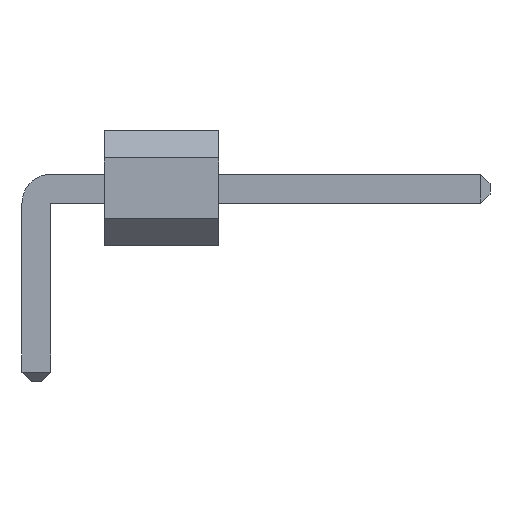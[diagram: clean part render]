
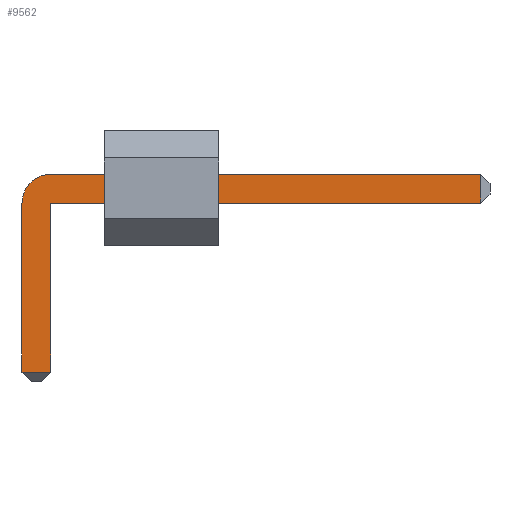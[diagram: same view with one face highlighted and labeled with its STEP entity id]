
A CAD part, front view. The second image highlights one B-rep face of the part: STEP entity #9562.
In plain terms, the highlighted planar face has unit normal (0, -1, 0).
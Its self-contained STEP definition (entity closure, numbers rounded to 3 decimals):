
#9347 = VERTEX_POINT('',#9348);
#9348 = CARTESIAN_POINT('',(0.32,-0.32,1.58));
#9354 = EDGE_CURVE('',#9347,#9355,#9357,.T.);
#9355 = VERTEX_POINT('',#9356);
#9356 = CARTESIAN_POINT('',(9.84,-0.32,1.58));
#9357 = LINE('',#9358,#9359);
#9358 = CARTESIAN_POINT('',(0.,-0.32,1.58));
#9359 = VECTOR('',#9360,1.);
#9360 = DIRECTION('',(1.,0.,0.));
#9378 = VERTEX_POINT('',#9379);
#9379 = CARTESIAN_POINT('',(-0.32,-0.32,0.94));
#9385 = EDGE_CURVE('',#9347,#9378,#9386,.T.);
#9386 = CIRCLE('',#9387,0.64);
#9387 = AXIS2_PLACEMENT_3D('',#9388,#9389,#9390);
#9388 = CARTESIAN_POINT('',(0.32,-0.32,0.94));
#9389 = DIRECTION('',(0.,-1.,0.));
#9390 = DIRECTION('',(0.,0.,-1.));
#9434 = VERTEX_POINT('',#9435);
#9435 = CARTESIAN_POINT('',(-0.32,-0.32,-2.8));
#9441 = EDGE_CURVE('',#9378,#9434,#9442,.T.);
#9442 = LINE('',#9443,#9444);
#9443 = CARTESIAN_POINT('',(-0.32,-0.32,0.94));
#9444 = VECTOR('',#9445,1.);
#9445 = DIRECTION('',(0.,0.,-1.));
#9458 = VERTEX_POINT('',#9459);
#9459 = CARTESIAN_POINT('',(9.84,-0.32,0.94));
#9465 = EDGE_CURVE('',#9458,#9466,#9468,.T.);
#9466 = VERTEX_POINT('',#9467);
#9467 = CARTESIAN_POINT('',(0.32,-0.32,0.94));
#9468 = LINE('',#9469,#9470);
#9469 = CARTESIAN_POINT('',(0.,-0.32,0.94));
#9470 = VECTOR('',#9471,1.);
#9471 = DIRECTION('',(-1.,0.,0.));
#9520 = VERTEX_POINT('',#9521);
#9521 = CARTESIAN_POINT('',(0.32,-0.32,-2.8));
#9527 = EDGE_CURVE('',#9466,#9520,#9528,.T.);
#9528 = LINE('',#9529,#9530);
#9529 = CARTESIAN_POINT('',(0.32,-0.32,0.94));
#9530 = VECTOR('',#9531,1.);
#9531 = DIRECTION('',(0.,0.,-1.));
#9562 = ADVANCED_FACE('',(#9563),#9582,.T.);
#9563 = FACE_BOUND('',#9564,.T.);
#9564 = EDGE_LOOP('',(#9565,#9566,#9567,#9568,#9574,#9575,#9576));
#9565 = ORIENTED_EDGE('',*,*,#9354,.F.);
#9566 = ORIENTED_EDGE('',*,*,#9385,.T.);
#9567 = ORIENTED_EDGE('',*,*,#9441,.T.);
#9568 = ORIENTED_EDGE('',*,*,#9569,.F.);
#9569 = EDGE_CURVE('',#9520,#9434,#9570,.T.);
#9570 = LINE('',#9571,#9572);
#9571 = CARTESIAN_POINT('',(0.32,-0.32,-2.8));
#9572 = VECTOR('',#9573,1.);
#9573 = DIRECTION('',(-1.,0.,0.));
#9574 = ORIENTED_EDGE('',*,*,#9527,.F.);
#9575 = ORIENTED_EDGE('',*,*,#9465,.F.);
#9576 = ORIENTED_EDGE('',*,*,#9577,.F.);
#9577 = EDGE_CURVE('',#9355,#9458,#9578,.T.);
#9578 = LINE('',#9579,#9580);
#9579 = CARTESIAN_POINT('',(9.84,-0.32,1.58));
#9580 = VECTOR('',#9581,1.);
#9581 = DIRECTION('',(0.,0.,-1.));
#9582 = PLANE('',#9583);
#9583 = AXIS2_PLACEMENT_3D('',#9584,#9585,#9586);
#9584 = CARTESIAN_POINT('',(3.578,-0.32,
    0.572));
#9585 = DIRECTION('',(0.,-1.,0.));
#9586 = DIRECTION('',(-1.,0.,0.));
